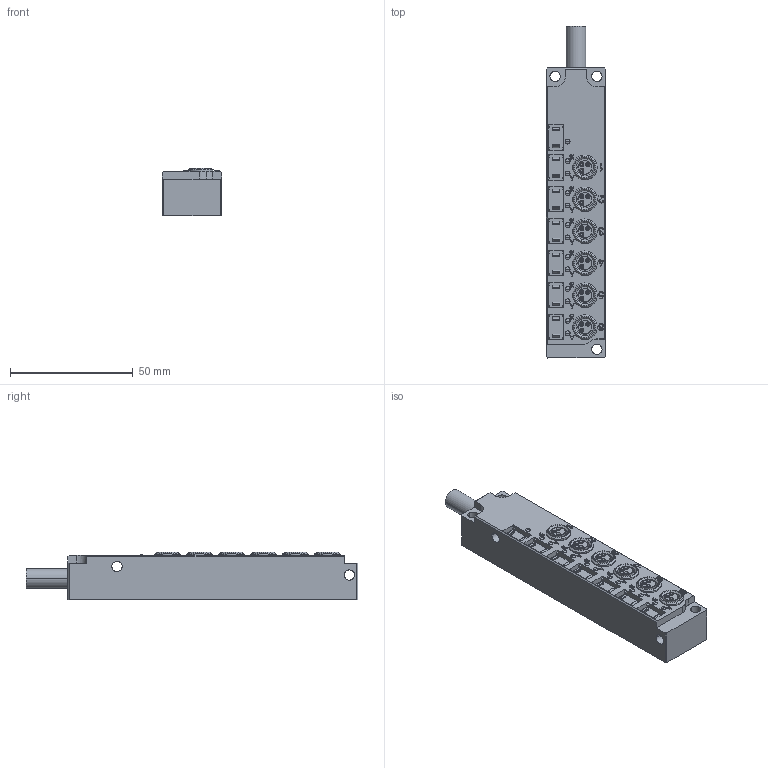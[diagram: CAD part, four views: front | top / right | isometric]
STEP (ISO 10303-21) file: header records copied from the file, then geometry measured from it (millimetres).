
FILE_DESCRIPTION(('CATIA V5 STEP Exchange','CAx-IF Rec.Pracs.--- Model Styling and Organization---1.4--- 2014-01-23'),'2;1');
FILE_NAME ('023044-3_2', '2023-06-06T07:21:34+00:00', ('none'), ('Weidmueller'), 'CATIA Version 5-6 Release 2016 SP3 HF44', 'CATIA V5 STEP AP214', 'none');
FILE_SCHEMA(('AUTOMOTIVE_DESIGN { 1 0 10303 214 1 1 1 1 }'));
Length unit declared in the file: millimetre
Products named in the file (1): 1828700000
Bounding box: 24 x 135 x 19.2 mm (x, y, z)
Volume: 49118.4 mm3; surface area: 15422.6 mm2
Topology: 61 solids, 63 shells, 1370 faces, 3458 edges, 2304 vertices
Faces by surface type: plane 645, cylinder 246, bspline 233, cone 166, torus 54, sphere 26
Entity records: 44683 total; most frequent: CARTESIAN_POINT 15032, ORIENTED_EDGE 6908, DIRECTION 4315, EDGE_CURVE 3454, VERTEX_POINT 2304, AXIS2_PLACEMENT_3D 1663, VECTOR 1611, LINE 1611
